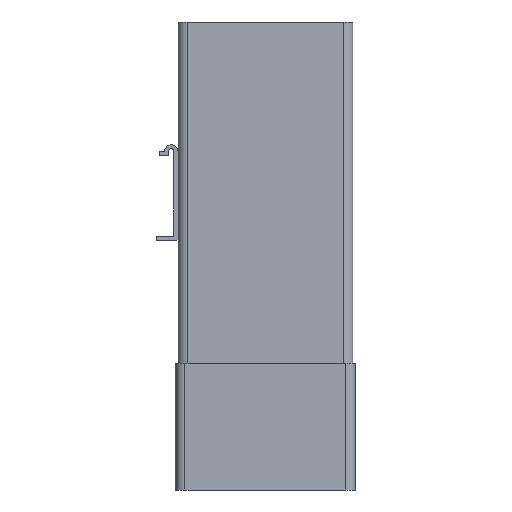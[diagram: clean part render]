
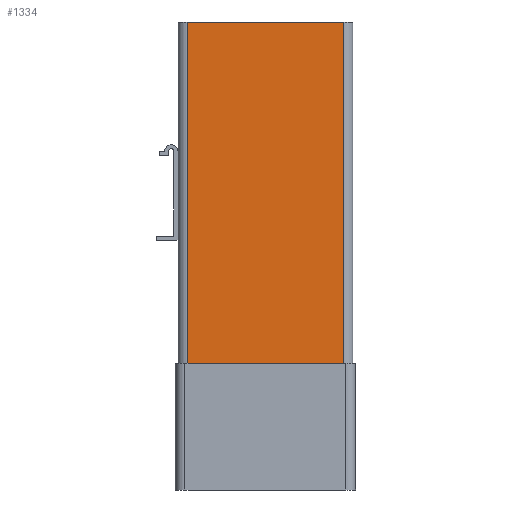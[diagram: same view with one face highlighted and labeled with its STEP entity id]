
A CAD part, left-side view. The second image highlights one B-rep face of the part: STEP entity #1334.
In plain terms, the highlighted planar face has unit normal (-1, 0, 0).
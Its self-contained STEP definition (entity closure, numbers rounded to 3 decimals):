
#818=CARTESIAN_POINT('POINT1340',(-76.956,-1.147,
   59.944));
#819=VERTEX_POINT('VERTEX1340',#818);
#827=CARTESIAN_POINT('POINT1341',(-76.956,72.521,
   59.944));
#828=VERTEX_POINT('VERTEX1341',#827);
#829=CARTESIAN_POINT('POS1952',(-76.956,-1.147,
   59.944));
#830=DIRECTION('DIR3015',(0.,1.,0.));
#831=VECTOR('VEC889',#830,1.);
#832=LINE('STRAIGHT889',#829,#831);
#833=EDGE_CURVE('EDGE2081',#819,#828,#832,.T.);
#1304=CARTESIAN_POINT('POINT1371',(-76.956,-1.147
   ,220.98));
#1305=VERTEX_POINT('VERTEX1371',#1304);
#1306=CARTESIAN_POINT('POINT1372',(-76.956,72.521,
   220.98));
#1307=VERTEX_POINT('VERTEX1372',#1306);
#1308=CARTESIAN_POINT('POS2006',(-76.956,-1.147,
   220.98));
#1309=DIRECTION('DIR3088',(0.,1.,0.));
#1310=VECTOR('VEC924',#1309,1.);
#1311=LINE('STRAIGHT924',#1308,#1310);
#1312=EDGE_CURVE('EDGE2129',#1305,#1307,#1311,.T.);
#1313=ORIENTED_EDGE('COEDGE4209',*,*,#1312,.T.);
#1314=CARTESIAN_POINT('POS2007',(-76.956,72.521,
   59.944));
#1315=DIRECTION('DIR3089',(0.,0.,1.));
#1316=VECTOR('VEC925',#1315,1.);
#1317=LINE('STRAIGHT925',#1314,#1316);
#1318=EDGE_CURVE('EDGE2130',#828,#1307,#1317,.T.);
#1319=ORIENTED_EDGE('COEDGE4210',*,*,#1318,.F.);
#1320=ORIENTED_EDGE('COEDGE4211',*,*,#833,.F.);
#1321=CARTESIAN_POINT('POS2008',(-76.956,-1.147,
   59.944));
#1322=DIRECTION('DIR3090',(0.,0.,1.));
#1323=VECTOR('VEC926',#1322,1.);
#1324=LINE('STRAIGHT926',#1321,#1323);
#1325=EDGE_CURVE('EDGE2131',#819,#1305,#1324,.T.);
#1326=ORIENTED_EDGE('COEDGE4212',*,*,#1325,.T.);
#1327=EDGE_LOOP('NONE',(#1313,#1319,#1320,#1326));
#1328=FACE_BOUND('LOOP1',#1327,.T.);
#1329=CARTESIAN_POINT('POS2009',(-76.956,-1.147,
   59.944));
#1330=DIRECTION('DIR3091',(-1.,0.,0.));
#1331=DIRECTION('DIR3092',(0.,1.,0.));
#1332=AXIS2_PLACEMENT_3D('AXIS1083',#1329,#1330,#1331);
#1333=PLANE('PLANE258',#1332);
#1334=ADVANCED_FACE('FACE849',(#1328),#1333,.T.);
